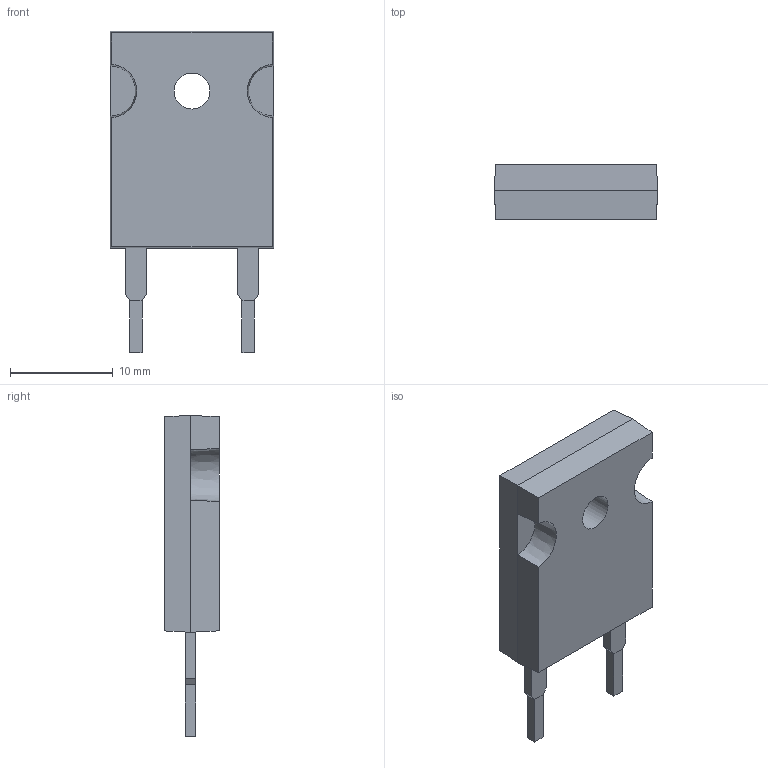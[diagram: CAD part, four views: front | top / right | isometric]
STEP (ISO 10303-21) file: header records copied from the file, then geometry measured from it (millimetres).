
FILE_DESCRIPTION(/* description */ (''),/* implementation_level */ '2;1');
FILE_NAME(/* name */ 'TO-247AD-2-V.stp',/* time_stamp */ '2017-05-10T10:27:40+02:00',/* author */ ('jchouvet'),/* organization */ (''),/* preprocessor_version */ 'ST-DEVELOPER v16.1',/* originating_system */ 'AutoCAD Mechanical',/* authorisation */ '');
FILE_SCHEMA (('AUTOMOTIVE_DESIGN { 1 0 10303 214 3 1 1 }'));
Length unit declared in the file: millimetre
Products named in the file (1): Product
Bounding box: 15.9 x 5.3 x 31.25 mm (x, y, z)
Volume: 1679.7 mm3; surface area: 2256.8 mm2
Topology: 8 solids, 8 shells, 66 faces, 148 edges, 99 vertices
Faces by surface type: plane 59, cylinder 5, cone 2
Full cylindrical faces by diameter (mm): 3.5 x2, 7.4 x3
Entity records: 1832 total; most frequent: CARTESIAN_POINT 319, DIRECTION 286, ORIENTED_EDGE 284, EDGE_CURVE 142, LINE 124, VECTOR 124, VERTEX_POINT 98, AXIS2_PLACEMENT_3D 81
